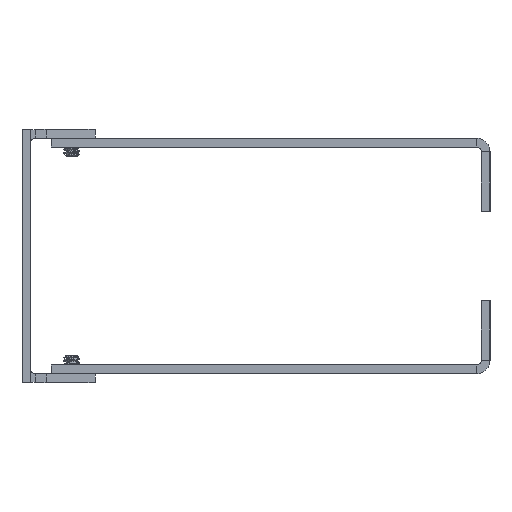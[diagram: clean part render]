
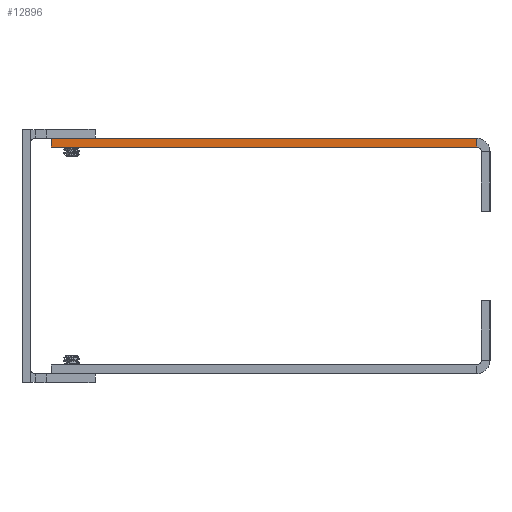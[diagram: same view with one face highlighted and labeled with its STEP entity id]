
A CAD part, left-side view. The second image highlights one B-rep face of the part: STEP entity #12896.
In plain terms, the highlighted face is planar.
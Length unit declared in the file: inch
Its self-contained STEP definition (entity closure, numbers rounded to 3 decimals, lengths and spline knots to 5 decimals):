
#207 = EDGE_CURVE ( 'NONE', #24344, #29873, #6470, .T. ) ;
#1484 = EDGE_CURVE ( 'NONE', #9656, #1726, #6596, .T. ) ;
#1726 = VERTEX_POINT ( 'NONE', #30500 ) ;
#2130 = EDGE_CURVE ( 'NONE', #9656, #24344, #19176, .T. ) ;
#2885 = DIRECTION ( 'NONE',  ( 1., 0., 0. ) ) ;
#6470 = LINE ( 'NONE', #8825, #16384 ) ;
#6596 = LINE ( 'NONE', #8726, #28812 ) ;
#6733 = VECTOR ( 'NONE', #22834, 39.37008 ) ;
#8044 = EDGE_CURVE ( 'Edge1', #1726, #29873, #30740, .T. ) ;
#8203 = CARTESIAN_POINT ( 'NONE',  ( -1.5, -5.96216, 0.5 ) ) ;
#8726 = CARTESIAN_POINT ( 'NONE',  ( -1.5, -5.96216, 0.5 ) ) ;
#8825 = CARTESIAN_POINT ( 'NONE',  ( 1.409, -5.96216, 0.5 ) ) ;
#8913 = EDGE_LOOP ( 'NONE', ( #36549, #36084, #29551, #28134 ) ) ;
#9656 = VERTEX_POINT ( 'NONE', #10947 ) ;
#10947 = CARTESIAN_POINT ( 'NONE',  ( -1.5, 0.19, 0.5 ) ) ;
#11268 = FACE_OUTER_BOUND ( 'NONE', #8913, .T. ) ;
#12896 = ADVANCED_FACE ( 'NONE', ( #11268 ), #36712, .T. ) ;
#14743 = DIRECTION ( 'NONE',  ( 0., 1., 0. ) ) ;
#15748 = CARTESIAN_POINT ( 'NONE',  ( 1.409, 0.19, 0.5 ) ) ;
#16384 = VECTOR ( 'NONE', #14743, 39.37008 ) ;
#17755 = CARTESIAN_POINT ( 'NONE',  ( 1.409, 0.25, 0.5 ) ) ;
#19176 = LINE ( 'NONE', #20284, #32807 ) ;
#19312 = DIRECTION ( 'NONE',  ( 0., 0., 1. ) ) ;
#20284 = CARTESIAN_POINT ( 'NONE',  ( -1.5, 0.19, 0.5 ) ) ;
#22262 = DIRECTION ( 'NONE',  ( 0., 1., 0. ) ) ;
#22834 = DIRECTION ( 'NONE',  ( 1., 0., 0. ) ) ;
#22962 = CARTESIAN_POINT ( 'NONE',  ( -1.5, 0.25, 0.5 ) ) ;
#24344 = VERTEX_POINT ( 'NONE', #15748 ) ;
#25695 = DIRECTION ( 'NONE',  ( 0., 1., 0. ) ) ;
#28134 = ORIENTED_EDGE ( 'NONE', *, *, #2130, .T. ) ;
#28812 = VECTOR ( 'NONE', #25695, 39.37008 ) ;
#29551 = ORIENTED_EDGE ( 'NONE', *, *, #1484, .F. ) ;
#29873 = VERTEX_POINT ( 'NONE', #17755 ) ;
#29950 = AXIS2_PLACEMENT_3D ( 'NONE', #8203, #19312, #22262 ) ;
#30500 = CARTESIAN_POINT ( 'NONE',  ( -1.5, 0.25, 0.5 ) ) ;
#30740 = LINE ( 'NONE', #22962, #6733 ) ;
#32807 = VECTOR ( 'NONE', #2885, 39.37008 ) ;
#36084 = ORIENTED_EDGE ( 'NONE', *, *, #8044, .F. ) ;
#36549 = ORIENTED_EDGE ( 'NONE', *, *, #207, .T. ) ;
#36712 = PLANE ( 'NONE',  #29950 ) ;
